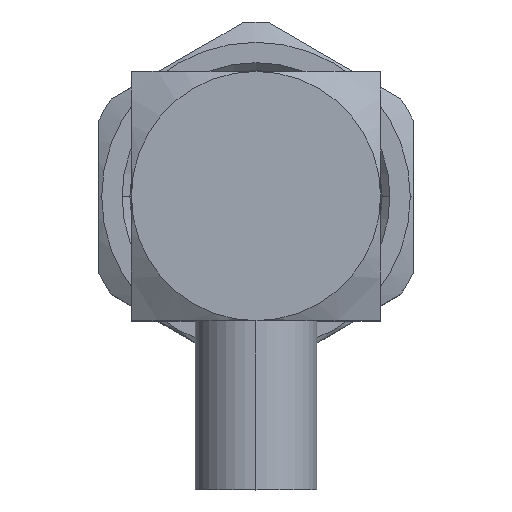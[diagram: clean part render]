
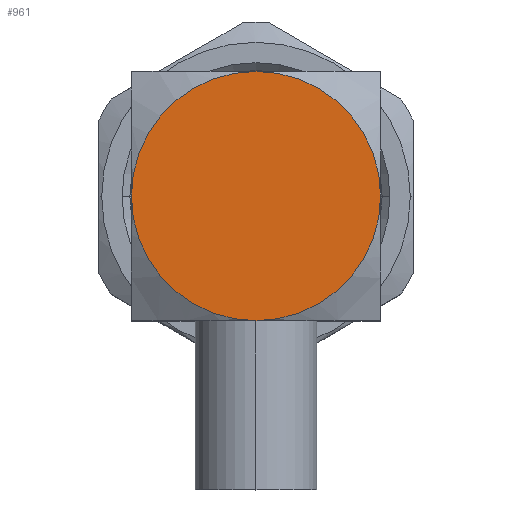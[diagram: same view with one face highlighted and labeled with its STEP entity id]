
A CAD part, top view. The second image highlights one B-rep face of the part: STEP entity #961.
In plain terms, the highlighted planar face has unit normal (0, 0, 1).
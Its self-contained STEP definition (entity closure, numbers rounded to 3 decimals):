
#264 = CARTESIAN_POINT ( 'NONE',  ( 0., 0., 0. ) ) ;
#284 = EDGE_CURVE ( 'NONE', #2232, #1463, #3404, .T. ) ;
#360 = ORIENTED_EDGE ( 'NONE', *, *, #2564, .F. ) ;
#654 = DIRECTION ( 'NONE',  ( 0., -1., 0. ) ) ;
#781 = CARTESIAN_POINT ( 'NONE',  ( 0., 0., 0. ) ) ;
#842 = CARTESIAN_POINT ( 'NONE',  ( 0., 0., 0. ) ) ;
#870 = AXIS2_PLACEMENT_3D ( 'NONE', #842, #2966, #1150 ) ;
#961 = ADVANCED_FACE ( 'NONE', ( #2401 ), #1554, .F. ) ;
#1083 = DIRECTION ( 'NONE',  ( 0., -1., 0. ) ) ;
#1150 = DIRECTION ( 'NONE',  ( 0., -1., 0. ) ) ;
#1169 = EDGE_CURVE ( 'NONE', #1463, #3537, #2353, .T. ) ;
#1193 = CARTESIAN_POINT ( 'NONE',  ( 0., -3.175, 0. ) ) ;
#1248 = CARTESIAN_POINT ( 'NONE',  ( 0., 0., 0. ) ) ;
#1393 = CARTESIAN_POINT ( 'NONE',  ( 0., 0., 0. ) ) ;
#1438 = ORIENTED_EDGE ( 'NONE', *, *, #284, .F. ) ;
#1463 = VERTEX_POINT ( 'NONE', #2142 ) ;
#1546 = EDGE_LOOP ( 'NONE', ( #3225, #360, #3591, #1438 ) ) ;
#1554 = PLANE ( 'NONE',  #3604 ) ;
#1686 = DIRECTION ( 'NONE',  ( 0., -1., 0. ) ) ;
#1859 = CIRCLE ( 'NONE', #870, 3.175 ) ;
#2142 = CARTESIAN_POINT ( 'NONE',  ( 3.175, 0., 0. ) ) ;
#2147 = CARTESIAN_POINT ( 'NONE',  ( 0., 3.175, 0. ) ) ;
#2232 = VERTEX_POINT ( 'NONE', #2147 ) ;
#2250 = CARTESIAN_POINT ( 'NONE',  ( -3.175, 0., 0. ) ) ;
#2321 = AXIS2_PLACEMENT_3D ( 'NONE', #781, #2901, #1083 ) ;
#2353 = CIRCLE ( 'NONE', #2321, 3.175 ) ;
#2360 = VERTEX_POINT ( 'NONE', #2250 ) ;
#2401 = FACE_OUTER_BOUND ( 'NONE', #1546, .T. ) ;
#2474 = DIRECTION ( 'NONE',  ( 0., 0., -1. ) ) ;
#2564 = EDGE_CURVE ( 'NONE', #3537, #2360, #1859, .T. ) ;
#2789 = DIRECTION ( 'NONE',  ( 0., 0., -1. ) ) ;
#2901 = DIRECTION ( 'NONE',  ( 0., 0., -1. ) ) ;
#2947 = CIRCLE ( 'NONE', #3550, 3.175 ) ;
#2966 = DIRECTION ( 'NONE',  ( 0., 0., -1. ) ) ;
#3225 = ORIENTED_EDGE ( 'NONE', *, *, #3434, .F. ) ;
#3328 = DIRECTION ( 'NONE',  ( 0., -1., 0. ) ) ;
#3404 = CIRCLE ( 'NONE', #3810, 3.175 ) ;
#3434 = EDGE_CURVE ( 'NONE', #2360, #2232, #2947, .T. ) ;
#3487 = DIRECTION ( 'NONE',  ( 0., 0., -1. ) ) ;
#3537 = VERTEX_POINT ( 'NONE', #1193 ) ;
#3550 = AXIS2_PLACEMENT_3D ( 'NONE', #1393, #3487, #1686 ) ;
#3591 = ORIENTED_EDGE ( 'NONE', *, *, #1169, .F. ) ;
#3604 = AXIS2_PLACEMENT_3D ( 'NONE', #1248, #2474, #654 ) ;
#3810 = AXIS2_PLACEMENT_3D ( 'NONE', #264, #2789, #3328 ) ;
